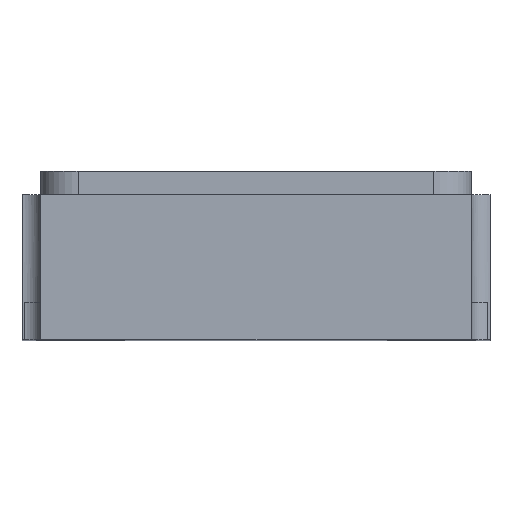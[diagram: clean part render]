
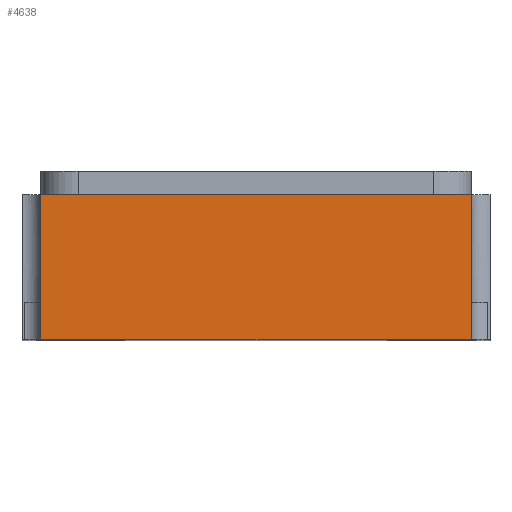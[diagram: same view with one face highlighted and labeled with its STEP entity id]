
A CAD part, top view. The second image highlights one B-rep face of the part: STEP entity #4638.
In plain terms, the highlighted planar face has unit normal (0, 0, 1).
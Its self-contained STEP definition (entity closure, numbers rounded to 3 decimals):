
#67 = EDGE_CURVE ( 'NONE', #785, #3787, #5517, .T. ) ;
#115 = EDGE_CURVE ( 'NONE', #785, #5795, #1695, .T. ) ;
#184 = EDGE_CURVE ( 'NONE', #5119, #5795, #584, .T. ) ;
#526 = CARTESIAN_POINT ( 'NONE',  ( -1.25, 0.9, 1.85 ) ) ;
#584 = LINE ( 'NONE', #5364, #1236 ) ;
#785 = VERTEX_POINT ( 'NONE', #5030 ) ;
#862 = CARTESIAN_POINT ( 'NONE',  ( -1.25, 0.775, 1.85 ) ) ;
#888 = DIRECTION ( 'NONE',  ( 1., 0., 0. ) ) ;
#951 = ORIENTED_EDGE ( 'NONE', *, *, #184, .T. ) ;
#1236 = VECTOR ( 'NONE', #3007, 1000. ) ;
#1318 = AXIS2_PLACEMENT_3D ( 'NONE', #526, #4058, #4523 ) ;
#1542 = CARTESIAN_POINT ( 'NONE',  ( -1.15, 0., 1.85 ) ) ;
#1695 = LINE ( 'NONE', #862, #4164 ) ;
#2149 = LINE ( 'NONE', #5339, #3288 ) ;
#2155 = CARTESIAN_POINT ( 'NONE',  ( -1.15, 0.9, 1.85 ) ) ;
#2160 = ORIENTED_EDGE ( 'NONE', *, *, #67, .T. ) ;
#2682 = PLANE ( 'NONE',  #1318 ) ;
#2946 = VECTOR ( 'NONE', #3966, 1000. ) ;
#3007 = DIRECTION ( 'NONE',  ( 0., 1., 0. ) ) ;
#3288 = VECTOR ( 'NONE', #888, 1000. ) ;
#3338 = CARTESIAN_POINT ( 'NONE',  ( 1.15, 0.775, 1.85 ) ) ;
#3738 = ORIENTED_EDGE ( 'NONE', *, *, #5500, .T. ) ;
#3787 = VERTEX_POINT ( 'NONE', #1542 ) ;
#3966 = DIRECTION ( 'NONE',  ( 0., -1., 0. ) ) ;
#4058 = DIRECTION ( 'NONE',  ( 0., 0., -1. ) ) ;
#4164 = VECTOR ( 'NONE', #5276, 1000. ) ;
#4462 = EDGE_LOOP ( 'NONE', ( #5568, #2160, #3738, #951 ) ) ;
#4523 = DIRECTION ( 'NONE',  ( -1., 0., 0. ) ) ;
#4638 = ADVANCED_FACE ( 'NONE', ( #4658 ), #2682, .F. ) ;
#4658 = FACE_OUTER_BOUND ( 'NONE', #4462, .T. ) ;
#5030 = CARTESIAN_POINT ( 'NONE',  ( -1.15, 0.775, 1.85 ) ) ;
#5119 = VERTEX_POINT ( 'NONE', #5237 ) ;
#5237 = CARTESIAN_POINT ( 'NONE',  ( 1.15, 0., 1.85 ) ) ;
#5276 = DIRECTION ( 'NONE',  ( 1., 0., 0. ) ) ;
#5339 = CARTESIAN_POINT ( 'NONE',  ( -1.25, 0., 1.85 ) ) ;
#5364 = CARTESIAN_POINT ( 'NONE',  ( 1.15, 0.9, 1.85 ) ) ;
#5500 = EDGE_CURVE ( 'NONE', #3787, #5119, #2149, .T. ) ;
#5517 = LINE ( 'NONE', #2155, #2946 ) ;
#5568 = ORIENTED_EDGE ( 'NONE', *, *, #115, .F. ) ;
#5795 = VERTEX_POINT ( 'NONE', #3338 ) ;
